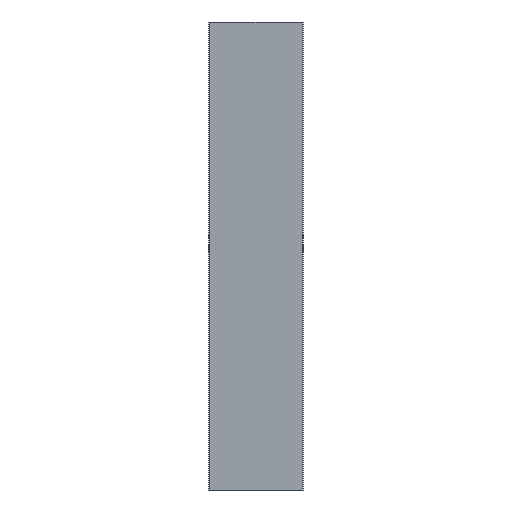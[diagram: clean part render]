
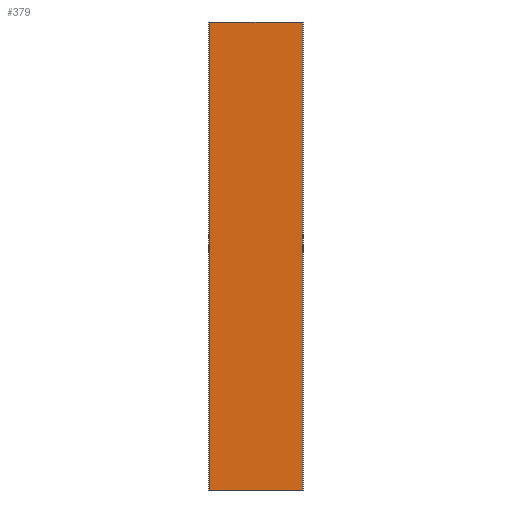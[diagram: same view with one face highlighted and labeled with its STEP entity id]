
A CAD part, front view. The second image highlights one B-rep face of the part: STEP entity #379.
In plain terms, the highlighted planar face has unit normal (0, -1, 0).
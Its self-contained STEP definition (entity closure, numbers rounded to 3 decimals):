
#53=FACE_OUTER_BOUND('',#73,.T.);
#73=EDGE_LOOP('',(#301,#302,#303,#304));
#109=LINE('',#639,#147);
#110=LINE('',#643,#148);
#111=LINE('',#645,#149);
#112=LINE('',#646,#150);
#147=VECTOR('',#523,10.);
#148=VECTOR('',#528,10.);
#149=VECTOR('',#529,10.);
#150=VECTOR('',#530,10.);
#183=VERTEX_POINT('',#636);
#184=VERTEX_POINT('',#638);
#185=VERTEX_POINT('',#642);
#186=VERTEX_POINT('',#644);
#232=EDGE_CURVE('',#184,#183,#109,.T.);
#234=EDGE_CURVE('',#183,#185,#110,.T.);
#235=EDGE_CURVE('',#186,#185,#111,.T.);
#236=EDGE_CURVE('',#186,#184,#112,.T.);
#301=ORIENTED_EDGE('',*,*,#234,.T.);
#302=ORIENTED_EDGE('',*,*,#235,.F.);
#303=ORIENTED_EDGE('',*,*,#236,.T.);
#304=ORIENTED_EDGE('',*,*,#232,.T.);
#361=PLANE('',#431);
#379=ADVANCED_FACE('',(#53),#361,.T.);
#431=AXIS2_PLACEMENT_3D('',#641,#526,#527);
#523=DIRECTION('',(0.,0.,1.));
#526=DIRECTION('center_axis',(0.,-1.,0.));
#527=DIRECTION('ref_axis',(0.,0.,-1.));
#528=DIRECTION('',(-1.,0.,0.));
#529=DIRECTION('',(0.,0.,1.));
#530=DIRECTION('',(1.,0.,0.));
#636=CARTESIAN_POINT('',(98.75,0.,1000.));
#638=CARTESIAN_POINT('',(98.75,0.,0.));
#639=CARTESIAN_POINT('',(98.75,0.,0.));
#641=CARTESIAN_POINT('Origin',(98.75,0.,0.));
#642=CARTESIAN_POINT('',(-98.75,0.,1000.));
#643=CARTESIAN_POINT('',(-98.75,0.,1000.));
#644=CARTESIAN_POINT('',(-98.75,0.,0.));
#645=CARTESIAN_POINT('',(-98.75,0.,0.));
#646=CARTESIAN_POINT('',(-98.75,0.,0.));
